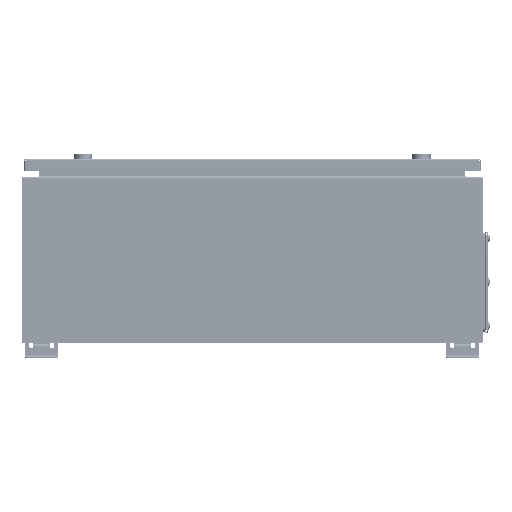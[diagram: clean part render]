
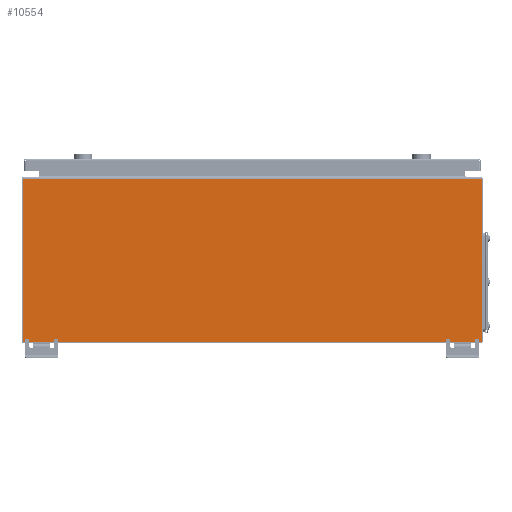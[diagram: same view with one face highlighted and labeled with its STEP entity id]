
A CAD part, left-side view. The second image highlights one B-rep face of the part: STEP entity #10554.
In plain terms, the highlighted planar face has unit normal (-1, 0, 0).
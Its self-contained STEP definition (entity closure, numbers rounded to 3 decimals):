
#255 = EDGE_CURVE ( 'NONE', #11652, #73423, #54772, .T. ) ;
#350 = EDGE_CURVE ( 'NONE', #11652, #35144, #41693, .T. ) ;
#713 = CARTESIAN_POINT ( 'NONE',  ( -1.5, -350., -123.5 ) ) ;
#2631 = CARTESIAN_POINT ( 'NONE',  ( -1.5, 347., -126.5 ) ) ;
#3285 = DIRECTION ( 'NONE',  ( -1., 0., 0. ) ) ;
#3972 = ORIENTED_EDGE ( 'NONE', *, *, #58435, .F. ) ;
#5563 = VERTEX_POINT ( 'NONE', #26658 ) ;
#6612 = ORIENTED_EDGE ( 'NONE', *, *, #43139, .T. ) ;
#7000 = EDGE_LOOP ( 'NONE', ( #48550, #50043, #36544, #6612, #3972, #52808 ) ) ;
#7166 = CARTESIAN_POINT ( 'NONE',  ( -1.5, -350., 123.5 ) ) ;
#8589 = LINE ( 'NONE', #36868, #31244 ) ;
#10554 = ADVANCED_FACE ( 'NONE', ( #39545 ), #62625, .T. ) ;
#11354 = CARTESIAN_POINT ( 'NONE',  ( -1.5, 347., -123.5 ) ) ;
#11652 = VERTEX_POINT ( 'NONE', #34734 ) ;
#12082 = VECTOR ( 'NONE', #38393, 1000. ) ;
#12529 = VECTOR ( 'NONE', #18446, 1000. ) ;
#15381 = CARTESIAN_POINT ( 'NONE',  ( -1.5, -347., -123.5 ) ) ;
#15542 = DIRECTION ( 'NONE',  ( 0., 0., 1. ) ) ;
#15915 = DIRECTION ( 'NONE',  ( -1., 0., 0. ) ) ;
#18069 = DIRECTION ( 'NONE',  ( 0., 0., 1. ) ) ;
#18446 = DIRECTION ( 'NONE',  ( 0., 1., 0. ) ) ;
#23629 = CARTESIAN_POINT ( 'NONE',  ( -1.5, -350., -126.5 ) ) ;
#26332 = DIRECTION ( 'NONE',  ( 0., 0., 1. ) ) ;
#26621 = EDGE_CURVE ( 'NONE', #5563, #35144, #65593, .T. ) ;
#26658 = CARTESIAN_POINT ( 'NONE',  ( -1.5, 350., -123.5 ) ) ;
#28629 = CARTESIAN_POINT ( 'NONE',  ( -1.5, -350., 123.5 ) ) ;
#31244 = VECTOR ( 'NONE', #36126, 1000. ) ;
#33500 = AXIS2_PLACEMENT_3D ( 'NONE', #45575, #69079, #18069 ) ;
#34734 = CARTESIAN_POINT ( 'NONE',  ( -1.5, -347., -126.5 ) ) ;
#35144 = VERTEX_POINT ( 'NONE', #2631 ) ;
#36126 = DIRECTION ( 'NONE',  ( 0., 0., -1. ) ) ;
#36544 = ORIENTED_EDGE ( 'NONE', *, *, #57214, .F. ) ;
#36868 = CARTESIAN_POINT ( 'NONE',  ( -1.5, -350., 126.5 ) ) ;
#37661 = CARTESIAN_POINT ( 'NONE',  ( -1.5, 350., 126.5 ) ) ;
#37713 = CARTESIAN_POINT ( 'NONE',  ( -1.5, 350., 123.5 ) ) ;
#38393 = DIRECTION ( 'NONE',  ( 0., 0., 1. ) ) ;
#39545 = FACE_OUTER_BOUND ( 'NONE', #7000, .T. ) ;
#41693 = LINE ( 'NONE', #23629, #66890 ) ;
#43139 = EDGE_CURVE ( 'NONE', #56922, #56235, #45946, .T. ) ;
#45575 = CARTESIAN_POINT ( 'NONE',  ( -1.5, 0., 0. ) ) ;
#45946 = LINE ( 'NONE', #28629, #12529 ) ;
#48550 = ORIENTED_EDGE ( 'NONE', *, *, #350, .F. ) ;
#50043 = ORIENTED_EDGE ( 'NONE', *, *, #255, .T. ) ;
#52808 = ORIENTED_EDGE ( 'NONE', *, *, #26621, .T. ) ;
#54772 = CIRCLE ( 'NONE', #57193, 3. ) ;
#56235 = VERTEX_POINT ( 'NONE', #37713 ) ;
#56922 = VERTEX_POINT ( 'NONE', #7166 ) ;
#57193 = AXIS2_PLACEMENT_3D ( 'NONE', #15381, #3285, #26332 ) ;
#57214 = EDGE_CURVE ( 'NONE', #56922, #73423, #8589, .T. ) ;
#58376 = DIRECTION ( 'NONE',  ( 0., 1., 0. ) ) ;
#58435 = EDGE_CURVE ( 'NONE', #5563, #56235, #59997, .T. ) ;
#59997 = LINE ( 'NONE', #37661, #12082 ) ;
#62625 = PLANE ( 'NONE',  #33500 ) ;
#65593 = CIRCLE ( 'NONE', #69206, 3. ) ;
#66890 = VECTOR ( 'NONE', #58376, 1000. ) ;
#69079 = DIRECTION ( 'NONE',  ( -1., 0., 0. ) ) ;
#69206 = AXIS2_PLACEMENT_3D ( 'NONE', #11354, #15915, #15542 ) ;
#73423 = VERTEX_POINT ( 'NONE', #713 ) ;
